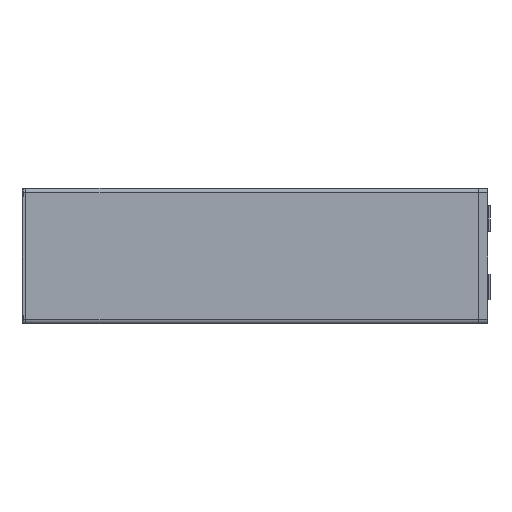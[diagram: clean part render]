
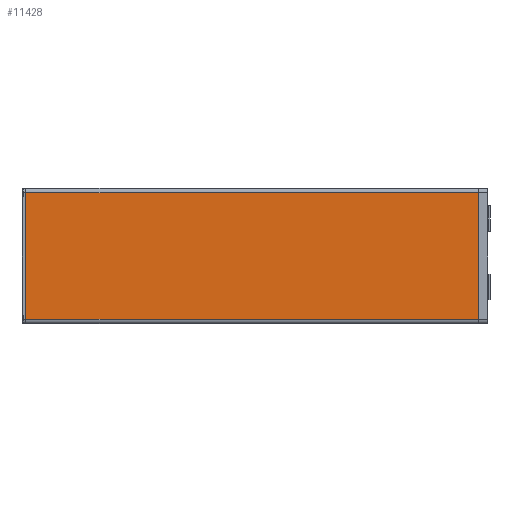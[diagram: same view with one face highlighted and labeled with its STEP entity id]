
A CAD part, left-side view. The second image highlights one B-rep face of the part: STEP entity #11428.
In plain terms, the highlighted planar face has unit normal (-1, 0, 0).
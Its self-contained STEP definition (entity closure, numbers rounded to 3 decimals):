
#11428=ADVANCED_FACE('',(#24981),#24982,.T.);
#24981=FACE_OUTER_BOUND('',#43424,.T.);
#24982=PLANE('',#43425);
#43424=EDGE_LOOP('',(#79181,#79182,#79183,#79184));
#43425=AXIS2_PLACEMENT_3D('',#79185,#79186,#79187);
#79181=ORIENTED_EDGE('',*,*,#109355,.T.);
#79182=ORIENTED_EDGE('',*,*,#109353,.T.);
#79183=ORIENTED_EDGE('',*,*,#109356,.F.);
#79184=ORIENTED_EDGE('',*,*,#109357,.F.);
#79185=CARTESIAN_POINT('',(-414.45,1485.489,-75.634));
#79186=DIRECTION('',(-1.0,0.,0.0));
#79187=DIRECTION('',(0.0,0.0,1.0));
#109353=EDGE_CURVE('',#132914,#132916,#132918,.T.);
#109355=EDGE_CURVE('',#132920,#132914,#132921,.T.);
#109356=EDGE_CURVE('',#132922,#132916,#132923,.T.);
#109357=EDGE_CURVE('',#132920,#132922,#132924,.T.);
#132914=VERTEX_POINT('',#167038);
#132916=VERTEX_POINT('',#167040);
#132918=LINE('',#167042,#167043);
#132920=VERTEX_POINT('',#167045);
#132921=LINE('',#167046,#167047);
#132922=VERTEX_POINT('',#167048);
#132923=LINE('',#167049,#167050);
#132924=LINE('',#167051,#167052);
#167038=CARTESIAN_POINT('',(-414.45,1485.489,-173.634));
#167040=CARTESIAN_POINT('',(-414.45,1135.489,-173.634));
#167042=CARTESIAN_POINT('',(-414.45,1485.489,-173.634));
#167043=VECTOR('',#197151,1.0);
#167045=CARTESIAN_POINT('',(-414.45,1485.489,-75.634));
#167046=CARTESIAN_POINT('',(-414.45,1485.489,-75.634));
#167047=VECTOR('',#197152,1.0);
#167048=CARTESIAN_POINT('',(-414.45,1135.489,-75.634));
#167049=CARTESIAN_POINT('',(-414.45,1135.489,-75.634));
#167050=VECTOR('',#197153,1.0);
#167051=CARTESIAN_POINT('',(-414.45,1485.489,-75.634));
#167052=VECTOR('',#197154,1.0);
#197151=DIRECTION('',(0.,-1.0,0.0));
#197152=DIRECTION('',(0.0,0.0,-1.0));
#197153=DIRECTION('',(0.0,0.0,-1.0));
#197154=DIRECTION('',(0.,-1.0,0.0));
